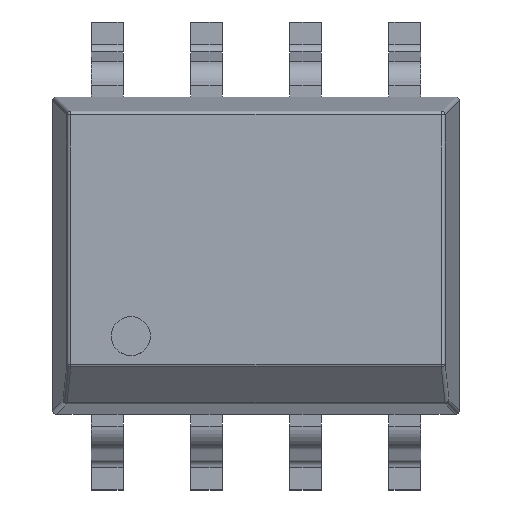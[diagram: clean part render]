
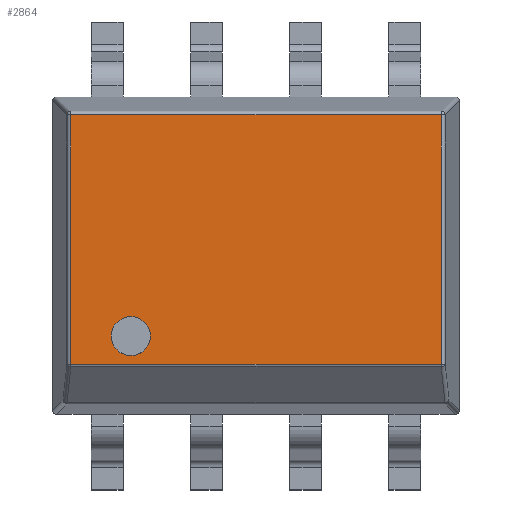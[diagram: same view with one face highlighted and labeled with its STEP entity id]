
A CAD part, top view. The second image highlights one B-rep face of the part: STEP entity #2864.
In plain terms, the highlighted planar face has unit normal (0, 0, 1).
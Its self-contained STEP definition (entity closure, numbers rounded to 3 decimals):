
#14=FACE_BOUND('',#352,.T.);
#59=PLANE('',#3096);
#189=FACE_OUTER_BOUND('',#351,.T.);
#351=EDGE_LOOP('',(#2032,#2033,#2034,#2035));
#352=EDGE_LOOP('',(#2036));
#488=LINE('',#4299,#783);
#490=LINE('',#4302,#785);
#492=LINE('',#4305,#787);
#496=LINE('',#4311,#791);
#783=VECTOR('',#3452,10.);
#785=VECTOR('',#3456,10.);
#787=VECTOR('',#3460,10.);
#791=VECTOR('',#3468,10.);
#1060=CIRCLE('',#2997,0.25);
#1156=VERTEX_POINT('',#4141);
#1201=VERTEX_POINT('',#4245);
#1211=VERTEX_POINT('',#4271);
#1215=VERTEX_POINT('',#4279);
#1218=VERTEX_POINT('',#4289);
#1412=EDGE_CURVE('',#1156,#1156,#1060,.T.);
#1486=EDGE_CURVE('',#1211,#1218,#488,.T.);
#1488=EDGE_CURVE('',#1218,#1215,#490,.T.);
#1490=EDGE_CURVE('',#1215,#1201,#492,.T.);
#1494=EDGE_CURVE('',#1201,#1211,#496,.T.);
#2032=ORIENTED_EDGE('',*,*,#1486,.F.);
#2033=ORIENTED_EDGE('',*,*,#1494,.F.);
#2034=ORIENTED_EDGE('',*,*,#1490,.F.);
#2035=ORIENTED_EDGE('',*,*,#1488,.F.);
#2036=ORIENTED_EDGE('',*,*,#1412,.T.);
#2864=ADVANCED_FACE('',(#189,#14),#59,.T.);
#2997=AXIS2_PLACEMENT_3D('',#4142,#3282,#3283);
#3096=AXIS2_PLACEMENT_3D('',#4395,#3553,#3554);
#3282=DIRECTION('center_axis',(0.,0.,-1.));
#3283=DIRECTION('ref_axis',(-1.,0.,0.));
#3452=DIRECTION('',(0.,1.,0.));
#3456=DIRECTION('',(1.,0.,0.));
#3460=DIRECTION('',(0.,-1.,0.));
#3468=DIRECTION('',(-1.,0.,0.));
#3553=DIRECTION('center_axis',(0.,0.,1.));
#3554=DIRECTION('ref_axis',(1.,0.,0.));
#4141=CARTESIAN_POINT('',(-1.354,-1.032,3.607));
#4142=CARTESIAN_POINT('Origin',(-1.604,-1.032,3.607));
#4245=CARTESIAN_POINT('',(2.372,-1.394,3.607));
#4271=CARTESIAN_POINT('',(-2.372,-1.394,3.607));
#4279=CARTESIAN_POINT('',(2.372,1.801,3.607));
#4289=CARTESIAN_POINT('',(-2.372,1.801,3.607));
#4299=CARTESIAN_POINT('',(-2.372,-1.016,3.607));
#4302=CARTESIAN_POINT('',(-1.302,1.801,3.607));
#4305=CARTESIAN_POINT('',(2.372,1.016,3.607));
#4311=CARTESIAN_POINT('',(0.651,-1.394,3.607));
#4395=CARTESIAN_POINT('Origin',(0.,0.,3.607));
